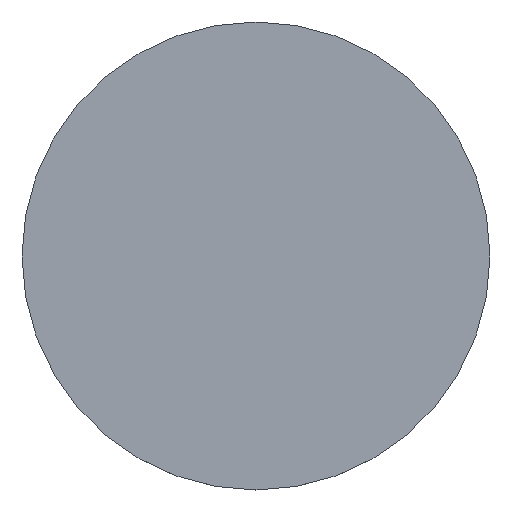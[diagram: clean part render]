
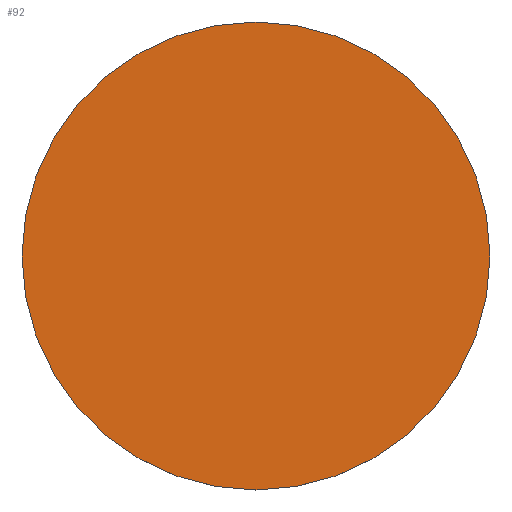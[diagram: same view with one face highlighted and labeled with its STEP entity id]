
A CAD part, top view. The second image highlights one B-rep face of the part: STEP entity #92.
In plain terms, the highlighted planar face has unit normal (0, 0, 1).
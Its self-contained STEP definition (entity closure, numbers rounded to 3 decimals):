
#14 = DIRECTION ( 'NONE',  ( 0., 0., 1. ) ) ;
#18 = AXIS2_PLACEMENT_3D ( 'NONE', #121, #14, #64 ) ;
#23 = CIRCLE ( 'NONE', #126, 12.7 ) ;
#29 = EDGE_CURVE ( 'NONE', #137, #131, #152, .T. ) ;
#52 = ORIENTED_EDGE ( 'NONE', *, *, #109, .T. ) ;
#64 = DIRECTION ( 'NONE',  ( 1., 0., 0. ) ) ;
#76 = CARTESIAN_POINT ( 'NONE',  ( 0., 0., 0.5 ) ) ;
#78 = CARTESIAN_POINT ( 'NONE',  ( 12.7, 0., 0.5 ) ) ;
#81 = DIRECTION ( 'NONE',  ( 1., 0., 0. ) ) ;
#92 = ADVANCED_FACE ( 'NONE', ( #125 ), #158, .T. ) ;
#108 = ORIENTED_EDGE ( 'NONE', *, *, #29, .T. ) ;
#109 = EDGE_CURVE ( 'NONE', #131, #137, #23, .T. ) ;
#111 = DIRECTION ( 'NONE',  ( 0., 0., 1. ) ) ;
#113 = CARTESIAN_POINT ( 'NONE',  ( 0., 0., 0.5 ) ) ;
#121 = CARTESIAN_POINT ( 'NONE',  ( 0., 0., 0.5 ) ) ;
#125 = FACE_OUTER_BOUND ( 'NONE', #143, .T. ) ;
#126 = AXIS2_PLACEMENT_3D ( 'NONE', #113, #111, #81 ) ;
#131 = VERTEX_POINT ( 'NONE', #78 ) ;
#134 = DIRECTION ( 'NONE',  ( 1., 0., 0. ) ) ;
#135 = CARTESIAN_POINT ( 'NONE',  ( -12.7, 0., 0.5 ) ) ;
#137 = VERTEX_POINT ( 'NONE', #135 ) ;
#143 = EDGE_LOOP ( 'NONE', ( #108, #52 ) ) ;
#152 = CIRCLE ( 'NONE', #18, 12.7 ) ;
#158 = PLANE ( 'NONE',  #167 ) ;
#167 = AXIS2_PLACEMENT_3D ( 'NONE', #76, #175, #134 ) ;
#175 = DIRECTION ( 'NONE',  ( 0., 0., 1. ) ) ;
